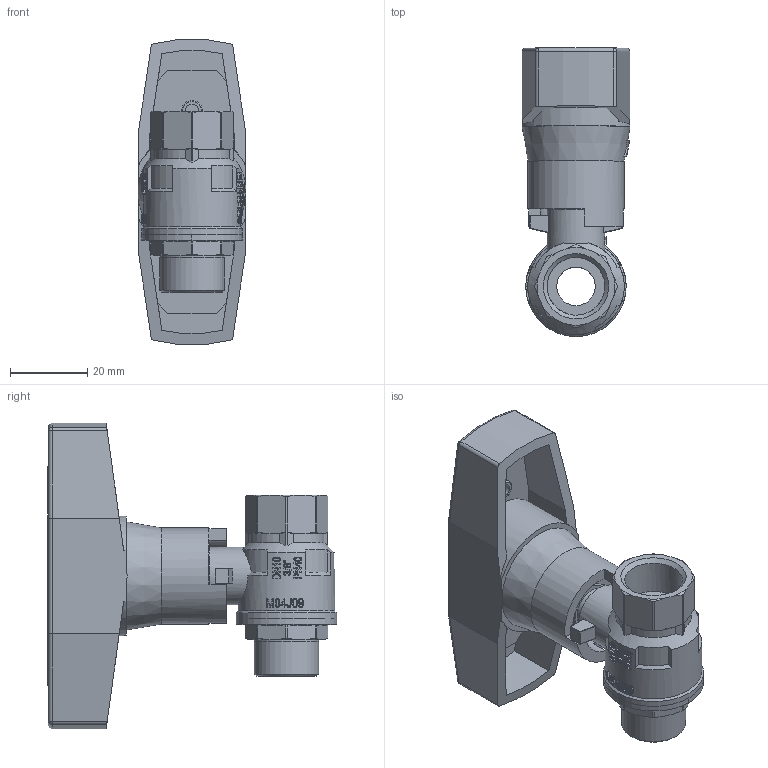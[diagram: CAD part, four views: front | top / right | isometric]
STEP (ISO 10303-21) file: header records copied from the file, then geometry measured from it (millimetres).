
FILE_DESCRIPTION(/* description */ ('Unknown'),/* implementation_level */ '2;1');
FILE_NAME(/* name */ '681-03',/* time_stamp */ '2022-03-28T09:19:29+02:00',/* author */ ('Unknown'),/* organization */ ('Unknown'),/* preprocessor_version */ 'ST-DEVELOPER v16.7',/* originating_system */ 'Solid Edge',/* authorisation */ 'Unknown');
FILE_SCHEMA (('AUTOMOTIVE_DESIGN {1 0 10303 214 3 1 1}'));
Products named in the file (11): 2.647.012; T-Griff 3_8-3_4; Abdeckkappe-3_8-1_1_2; Neu-T-Griff-Al-3_8-3_4-a; Befestigungsschraube-1_2-3_4; 610-03; 610-03_Einschraubteil; 600-03_Körper; 600-02_Spindel; 600-1_4-Stopfbuchse; 600-1_4-Spindel
Assembly tree (10 placements, depth 4):
  2.647.012
    T-Griff 3_8-3_4
      Abdeckkappe-3_8-1_1_2
      Neu-T-Griff-Al-3_8-3_4-a
      Befestigungsschraube-1_2-3_4
    610-03
      610-03_Einschraubteil
      600-03_Körper
      600-02_Spindel
        600-1_4-Stopfbuchse
        600-1_4-Spindel
Bounding box: 28 x 75 x 79.22 mm (x, y, z)
Volume: 40782.3 mm3; surface area: 28076.5 mm2
Topology: 7 solids, 15 shells, 1813 faces, 5047 edges, 3345 vertices
Faces by surface type: plane 1581, cylinder 150, cone 70, sphere 6, torus 5, bspline 1
Full cylindrical faces by diameter (mm): 3.4 x2, 5.4 x4, 6.3 x1, 8 x3, 8.1 x1, 8.3 x1, 9 x1, 10 x3, 10.2 x1, 10.5 x1, 12 x2, 14.95 x1, 15 x1, 16 x1, 16.662 x1, 18.1 x1, 19 x1, 20.5 x1, 20.51 x1, 22.5 x1, 25 x2, 26 x1
Entity records: 70074 total; most frequent: CARTESIAN_POINT 13307, DIRECTION 10614, ORIENTED_EDGE 9946, EDGE_CURVE 4973, AXIS2_PLACEMENT_3D 3944, VERTEX_POINT 3329, LINE 2726, VECTOR 2726
